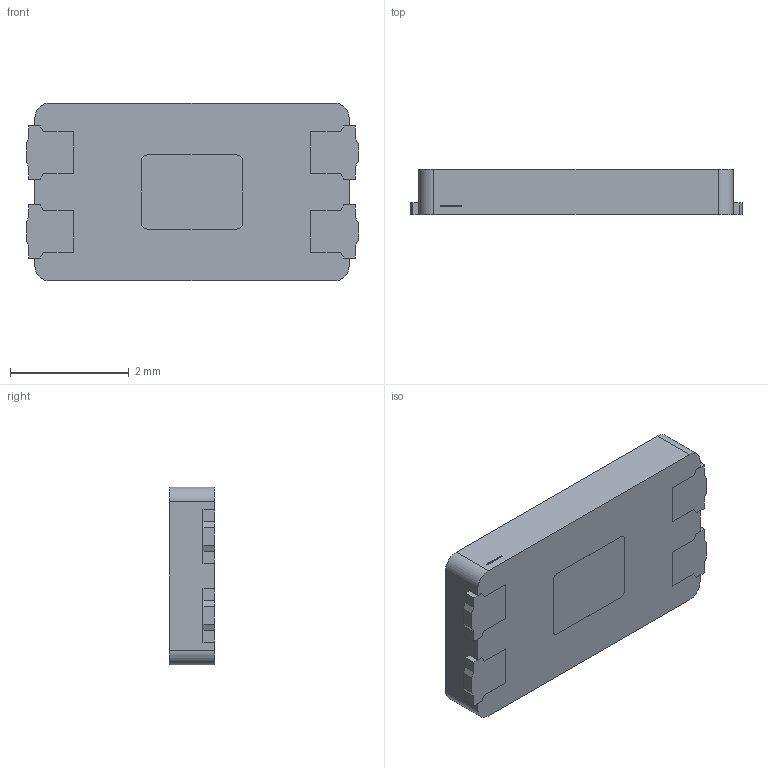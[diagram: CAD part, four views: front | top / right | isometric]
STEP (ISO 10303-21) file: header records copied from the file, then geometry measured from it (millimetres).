
FILE_DESCRIPTION (( 'STEP AP214' ), '1' );
FILE_NAME ('XZxx143S.STEP', '2015-09-11T17:44:32', ( '' ), ( '' ), 'SwSTEP 2.0', 'SolidWorks 2012', '' );
FILE_SCHEMA (( 'AUTOMOTIVE_DESIGN' ));
Length unit declared in the file: millimetre
Products named in the file (1): XZxx143S
Bounding box: 5.6 x 0.77 x 3 mm (x, y, z)
Volume: 12.2 mm3; surface area: 45.3 mm2
Topology: 1 solids, 1 shells, 310 faces, 858 edges, 572 vertices
Faces by surface type: plane 202, bspline 100, cylinder 8
Entity records: 14456 total; most frequent: CARTESIAN_POINT 7121, ORIENTED_EDGE 1716, DIRECTION 1096, EDGE_CURVE 858, VECTOR 642, LINE 642, VERTEX_POINT 572, EDGE_LOOP 332
